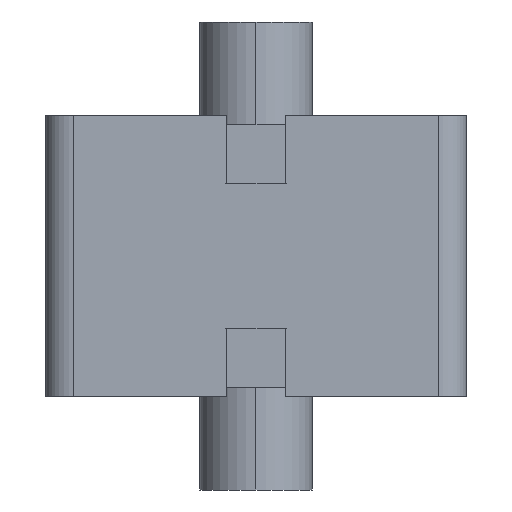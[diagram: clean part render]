
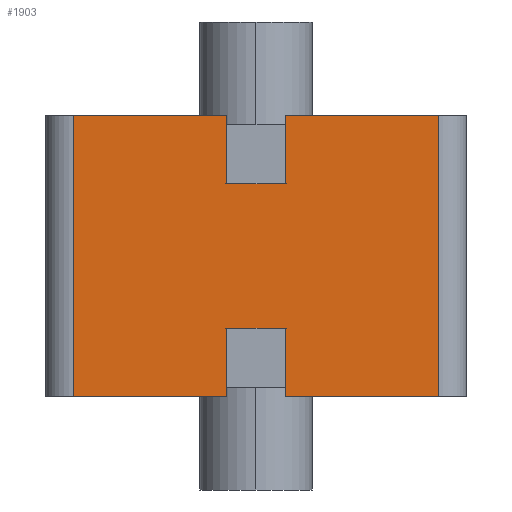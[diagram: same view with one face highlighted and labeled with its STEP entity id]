
A CAD part, left-side view. The second image highlights one B-rep face of the part: STEP entity #1903.
In plain terms, the highlighted planar face has unit normal (-1, 0, 0).
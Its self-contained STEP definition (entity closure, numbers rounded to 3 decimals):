
#101 = VECTOR ( 'NONE', #1016, 1000. ) ;
#102 = EDGE_CURVE ( 'NONE', #2532, #3051, #1702, .T. ) ;
#155 = ORIENTED_EDGE ( 'NONE', *, *, #1043, .T. ) ;
#156 = VECTOR ( 'NONE', #2580, 1000. ) ;
#163 = ORIENTED_EDGE ( 'NONE', *, *, #1960, .T. ) ;
#174 = VECTOR ( 'NONE', #1814, 1000. ) ;
#196 = VERTEX_POINT ( 'NONE', #588 ) ;
#218 = CARTESIAN_POINT ( 'NONE',  ( -22.5, 22.5, -15. ) ) ;
#269 = VERTEX_POINT ( 'NONE', #904 ) ;
#297 = LINE ( 'NONE', #766, #174 ) ;
#436 = CARTESIAN_POINT ( 'NONE',  ( -22.5, 3.099, -15. ) ) ;
#438 = CARTESIAN_POINT ( 'NONE',  ( -22.5, 22.5, 15. ) ) ;
#472 = DIRECTION ( 'NONE',  ( 0., 1., 0. ) ) ;
#506 = EDGE_CURVE ( 'NONE', #269, #1889, #2652, .T. ) ;
#571 = VERTEX_POINT ( 'NONE', #2690 ) ;
#574 = ORIENTED_EDGE ( 'NONE', *, *, #1433, .T. ) ;
#588 = CARTESIAN_POINT ( 'NONE',  ( -22.5, -3.099, 15. ) ) ;
#592 = LINE ( 'NONE', #684, #3340 ) ;
#611 = ORIENTED_EDGE ( 'NONE', *, *, #3246, .T. ) ;
#632 = DIRECTION ( 'NONE',  ( 0., -1., 0. ) ) ;
#669 = VECTOR ( 'NONE', #2884, 1000. ) ;
#684 = CARTESIAN_POINT ( 'NONE',  ( -22.5, 22.5, -7.7 ) ) ;
#689 = VERTEX_POINT ( 'NONE', #1359 ) ;
#695 = LINE ( 'NONE', #1350, #940 ) ;
#712 = VECTOR ( 'NONE', #472, 1000. ) ;
#731 = DIRECTION ( 'NONE',  ( 0., 0., 1. ) ) ;
#766 = CARTESIAN_POINT ( 'NONE',  ( -22.5, 3.099, -15. ) ) ;
#776 = VERTEX_POINT ( 'NONE', #2728 ) ;
#816 = EDGE_LOOP ( 'NONE', ( #2004, #574, #2410, #2121, #163, #155, #1116, #611, #1118, #1256, #1323, #2063 ) ) ;
#904 = CARTESIAN_POINT ( 'NONE',  ( -22.5, -3.099, -7.7 ) ) ;
#940 = VECTOR ( 'NONE', #2950, 1000. ) ;
#982 = CARTESIAN_POINT ( 'NONE',  ( -22.5, 22.5, 15. ) ) ;
#1011 = EDGE_CURVE ( 'NONE', #2563, #3168, #2144, .T. ) ;
#1016 = DIRECTION ( 'NONE',  ( 0., 0., -1. ) ) ;
#1036 = LINE ( 'NONE', #2239, #2825 ) ;
#1043 = EDGE_CURVE ( 'NONE', #2924, #269, #592, .T. ) ;
#1086 = LINE ( 'NONE', #982, #669 ) ;
#1104 = EDGE_CURVE ( 'NONE', #3168, #689, #297, .T. ) ;
#1116 = ORIENTED_EDGE ( 'NONE', *, *, #506, .T. ) ;
#1118 = ORIENTED_EDGE ( 'NONE', *, *, #102, .T. ) ;
#1250 = LINE ( 'NONE', #1991, #156 ) ;
#1256 = ORIENTED_EDGE ( 'NONE', *, *, #1921, .T. ) ;
#1296 = DIRECTION ( 'NONE',  ( -1., 0., 0. ) ) ;
#1323 = ORIENTED_EDGE ( 'NONE', *, *, #3136, .T. ) ;
#1350 = CARTESIAN_POINT ( 'NONE',  ( -22.5, 19.5, -15. ) ) ;
#1359 = CARTESIAN_POINT ( 'NONE',  ( -22.5, 3.099, 15. ) ) ;
#1433 = EDGE_CURVE ( 'NONE', #689, #571, #1516, .T. ) ;
#1516 = LINE ( 'NONE', #438, #712 ) ;
#1545 = CARTESIAN_POINT ( 'NONE',  ( -22.5, -3.099, -15. ) ) ;
#1592 = CARTESIAN_POINT ( 'NONE',  ( -22.5, -19.5, 15. ) ) ;
#1609 = VECTOR ( 'NONE', #2101, 1000. ) ;
#1629 = CARTESIAN_POINT ( 'NONE',  ( -22.5, -19.5, -15. ) ) ;
#1690 = FACE_OUTER_BOUND ( 'NONE', #816, .T. ) ;
#1702 = LINE ( 'NONE', #1840, #1609 ) ;
#1794 = CARTESIAN_POINT ( 'NONE',  ( -22.5, -3.099, -15. ) ) ;
#1814 = DIRECTION ( 'NONE',  ( 0., 0., 1. ) ) ;
#1840 = CARTESIAN_POINT ( 'NONE',  ( -22.5, -19.5, -15. ) ) ;
#1845 = CARTESIAN_POINT ( 'NONE',  ( -22.5, 3.099, -7.7 ) ) ;
#1889 = VERTEX_POINT ( 'NONE', #1794 ) ;
#1903 = ADVANCED_FACE ( 'NONE', ( #1690 ), #2860, .T. ) ;
#1921 = EDGE_CURVE ( 'NONE', #3051, #196, #1086, .T. ) ;
#1934 = CARTESIAN_POINT ( 'NONE',  ( -22.5, -3.099, -15. ) ) ;
#1940 = CARTESIAN_POINT ( 'NONE',  ( -22.5, 3.099, -15. ) ) ;
#1960 = EDGE_CURVE ( 'NONE', #2201, #2924, #2715, .T. ) ;
#1991 = CARTESIAN_POINT ( 'NONE',  ( -22.5, 22.5, -15. ) ) ;
#2004 = ORIENTED_EDGE ( 'NONE', *, *, #1104, .T. ) ;
#2021 = DIRECTION ( 'NONE',  ( 0., -1., 0. ) ) ;
#2063 = ORIENTED_EDGE ( 'NONE', *, *, #1011, .T. ) ;
#2101 = DIRECTION ( 'NONE',  ( 0., 0., 1. ) ) ;
#2121 = ORIENTED_EDGE ( 'NONE', *, *, #3302, .T. ) ;
#2144 = LINE ( 'NONE', #2854, #2763 ) ;
#2201 = VERTEX_POINT ( 'NONE', #1940 ) ;
#2204 = CARTESIAN_POINT ( 'NONE',  ( -22.5, -3.099, 7.7 ) ) ;
#2239 = CARTESIAN_POINT ( 'NONE',  ( -22.5, 22.5, -15. ) ) ;
#2300 = VECTOR ( 'NONE', #2850, 1000. ) ;
#2410 = ORIENTED_EDGE ( 'NONE', *, *, #3407, .T. ) ;
#2461 = VECTOR ( 'NONE', #3247, 1000. ) ;
#2532 = VERTEX_POINT ( 'NONE', #1629 ) ;
#2563 = VERTEX_POINT ( 'NONE', #2204 ) ;
#2580 = DIRECTION ( 'NONE',  ( 0., -1., 0. ) ) ;
#2652 = LINE ( 'NONE', #1545, #101 ) ;
#2690 = CARTESIAN_POINT ( 'NONE',  ( -22.5, 19.5, 15. ) ) ;
#2715 = LINE ( 'NONE', #436, #2300 ) ;
#2728 = CARTESIAN_POINT ( 'NONE',  ( -22.5, 19.5, -15. ) ) ;
#2729 = CARTESIAN_POINT ( 'NONE',  ( -22.5, 3.099, 7.7 ) ) ;
#2763 = VECTOR ( 'NONE', #3387, 1000. ) ;
#2825 = VECTOR ( 'NONE', #632, 1000. ) ;
#2850 = DIRECTION ( 'NONE',  ( 0., 0., 1. ) ) ;
#2854 = CARTESIAN_POINT ( 'NONE',  ( -22.5, 22.5, 7.7 ) ) ;
#2860 = PLANE ( 'NONE',  #3227 ) ;
#2884 = DIRECTION ( 'NONE',  ( 0., 1., 0. ) ) ;
#2924 = VERTEX_POINT ( 'NONE', #1845 ) ;
#2950 = DIRECTION ( 'NONE',  ( 0., 0., -1. ) ) ;
#3028 = LINE ( 'NONE', #1934, #2461 ) ;
#3051 = VERTEX_POINT ( 'NONE', #1592 ) ;
#3136 = EDGE_CURVE ( 'NONE', #196, #2563, #3028, .T. ) ;
#3168 = VERTEX_POINT ( 'NONE', #2729 ) ;
#3227 = AXIS2_PLACEMENT_3D ( 'NONE', #218, #1296, #731 ) ;
#3246 = EDGE_CURVE ( 'NONE', #1889, #2532, #1250, .T. ) ;
#3247 = DIRECTION ( 'NONE',  ( 0., 0., -1. ) ) ;
#3302 = EDGE_CURVE ( 'NONE', #776, #2201, #1036, .T. ) ;
#3340 = VECTOR ( 'NONE', #2021, 1000. ) ;
#3387 = DIRECTION ( 'NONE',  ( 0., 1., 0. ) ) ;
#3407 = EDGE_CURVE ( 'NONE', #571, #776, #695, .T. ) ;
